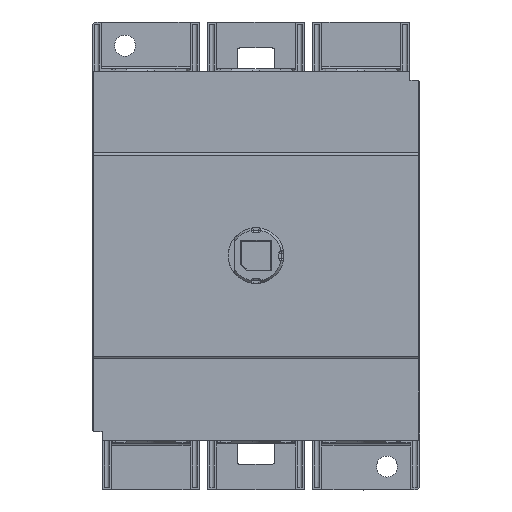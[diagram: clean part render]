
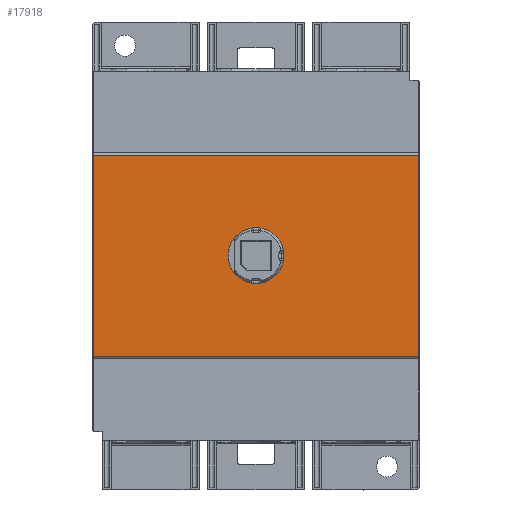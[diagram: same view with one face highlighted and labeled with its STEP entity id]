
A CAD part, top view. The second image highlights one B-rep face of the part: STEP entity #17918.
In plain terms, the highlighted planar face has unit normal (0, 0, 1).
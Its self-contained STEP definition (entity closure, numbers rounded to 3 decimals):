
#4010=DIRECTION('',(0.,-1.,0.));
#4011=VECTOR('',#4010,43.);
#4012=CARTESIAN_POINT('',(33.8,23.555,54.894));
#4013=LINE('',#4012,#4011);
#4014=DIRECTION('',(1.,0.,0.));
#4015=VECTOR('',#4014,69.5);
#4016=CARTESIAN_POINT('',(-35.7,-19.445,
54.894));
#4017=LINE('',#4016,#4015);
#4018=DIRECTION('',(0.,1.,0.));
#4019=VECTOR('',#4018,43.);
#4020=CARTESIAN_POINT('',(-35.7,-19.445,
54.894));
#4021=LINE('',#4020,#4019);
#4022=CARTESIAN_POINT('',(-0.951,2.055,
54.894));
#4023=DIRECTION('',(0.,0.,-1.));
#4024=DIRECTION('',(-1.,0.,0.));
#4025=AXIS2_PLACEMENT_3D('',#4022,#4023,#4024);
#4035=CARTESIAN_POINT('',(-0.951,2.055,
54.894));
#4036=DIRECTION('',(0.,0.,-1.));
#4037=DIRECTION('',(1.,0.,0.));
#4038=AXIS2_PLACEMENT_3D('',#4035,#4036,#4037);
#4833=DIRECTION('',(1.,0.,0.));
#4834=VECTOR('',#4833,69.5);
#4835=CARTESIAN_POINT('',(-35.7,23.555,54.894));
#4836=LINE('',#4835,#4834);
#11652=CARTESIAN_POINT('',(-35.7,23.555,
54.894));
#11654=VERTEX_POINT('',#11652);
#11657=CARTESIAN_POINT('',(-35.7,-19.445,
54.894));
#11659=VERTEX_POINT('',#11657);
#11660=CARTESIAN_POINT('',(33.8,23.555,54.894));
#11662=VERTEX_POINT('',#11660);
#11665=CARTESIAN_POINT('',(33.8,-19.445,
54.894));
#11667=VERTEX_POINT('',#11665);
#12297=CARTESIAN_POINT('',(-6.901,2.055,
54.894));
#12298=CARTESIAN_POINT('',(4.999,2.055,54.894));
#12299=VERTEX_POINT('',#12297);
#12300=VERTEX_POINT('',#12298);
#17900=CARTESIAN_POINT('',(-35.7,11.805,
54.894));
#17901=DIRECTION('',(0.,0.,1.));
#17902=DIRECTION('',(0.,1.,0.));
#17903=AXIS2_PLACEMENT_3D('',#17900,#17901,#17902);
#17904=PLANE('',#17903);
#17905=ORIENTED_EDGE('',*,*,#17360,.T.);
#17906=ORIENTED_EDGE('',*,*,#17868,.F.);
#17907=ORIENTED_EDGE('',*,*,#15600,.T.);
#17909=ORIENTED_EDGE('',*,*,#17908,.T.);
#17910=EDGE_LOOP('',(#17905,#17906,#17907,#17909));
#17911=FACE_OUTER_BOUND('',#17910,.F.);
#17913=ORIENTED_EDGE('',*,*,#17912,.F.);
#17915=ORIENTED_EDGE('',*,*,#17914,.F.);
#17916=EDGE_LOOP('',(#17913,#17915));
#17917=FACE_BOUND('',#17916,.F.);
#4026=CIRCLE('',#4025,5.95);
#4039=CIRCLE('',#4038,5.95);
#15600=EDGE_CURVE('',#11659,#11654,#4021,.T.);
#17360=EDGE_CURVE('',#11662,#11667,#4013,.T.);
#17868=EDGE_CURVE('',#11659,#11667,#4017,.T.);
#17908=EDGE_CURVE('',#11654,#11662,#4836,.T.);
#17912=EDGE_CURVE('',#12299,#12300,#4026,.T.);
#17914=EDGE_CURVE('',#12300,#12299,#4039,.T.);
#17918=ADVANCED_FACE('',(#17911,#17917),#17904,.T.);
